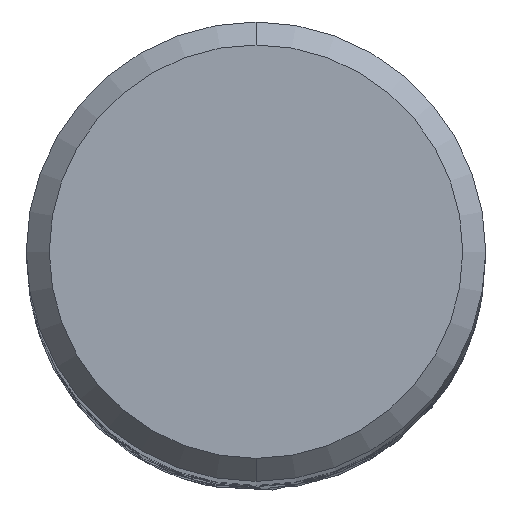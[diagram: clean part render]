
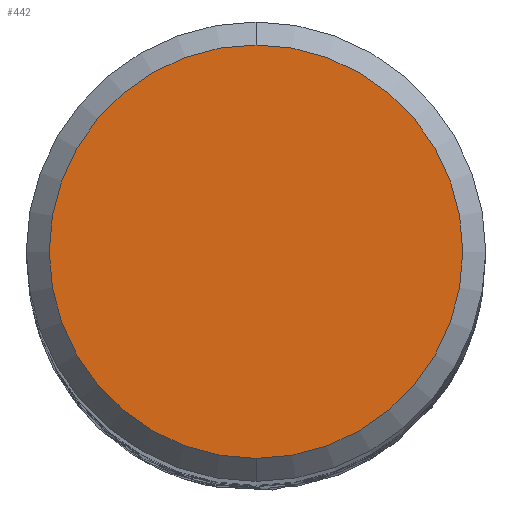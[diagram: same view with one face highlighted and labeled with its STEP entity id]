
A CAD part, top view. The second image highlights one B-rep face of the part: STEP entity #442.
In plain terms, the highlighted planar face has unit normal (0, 0, 1).
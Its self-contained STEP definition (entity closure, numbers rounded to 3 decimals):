
#442=ADVANCED_FACE('',(#1082),#1083,.T.);
#680=EDGE_CURVE('',#786,#874,#1343,.T.);
#786=VERTEX_POINT('',#1460);
#814=EDGE_CURVE('',#874,#786,#1494,.T.);
#874=VERTEX_POINT('',#1557);
#1082=FACE_OUTER_BOUND('',#3460,.T.);
#1083=PLANE('',#3461);
#1343=CIRCLE('',#8364,5.4);
#1460=CARTESIAN_POINT('',(0.0,5.4,0.0));
#1494=CIRCLE('',#9064,5.4);
#1557=CARTESIAN_POINT('',(0.,-5.4,0.0));
#3460=EDGE_LOOP('',(#9687,#9688));
#3461=AXIS2_PLACEMENT_3D('',#9689,#9690,#9691);
#8364=AXIS2_PLACEMENT_3D('',#9954,#9955,#9956);
#9064=AXIS2_PLACEMENT_3D('',#10131,#10132,#10133);
#9687=ORIENTED_EDGE('',*,*,#680,.F.);
#9688=ORIENTED_EDGE('',*,*,#814,.F.);
#9689=CARTESIAN_POINT('',(0.0,2.7,0.0));
#9690=DIRECTION('',(-0.0,0.0,1.0));
#9691=DIRECTION('',(0.0,-1.0,0.0));
#9954=CARTESIAN_POINT('',(0.0,0.0,0.0));
#9955=DIRECTION('',(0.0,0.0,-1.0));
#9956=DIRECTION('',(0.0,1.0,0.0));
#10131=CARTESIAN_POINT('',(0.0,0.0,0.0));
#10132=DIRECTION('',(0.0,0.0,-1.0));
#10133=DIRECTION('',(0.0,1.0,0.0));
